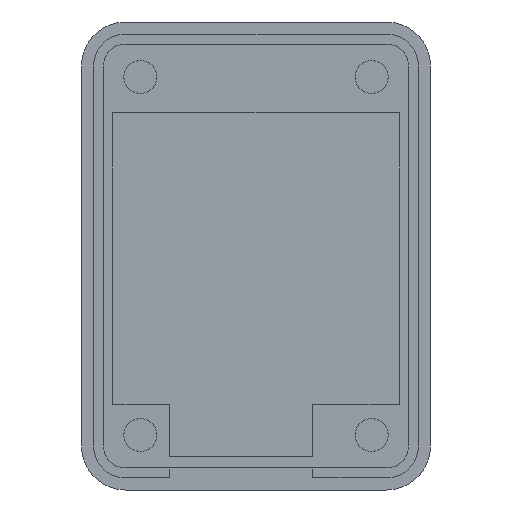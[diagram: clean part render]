
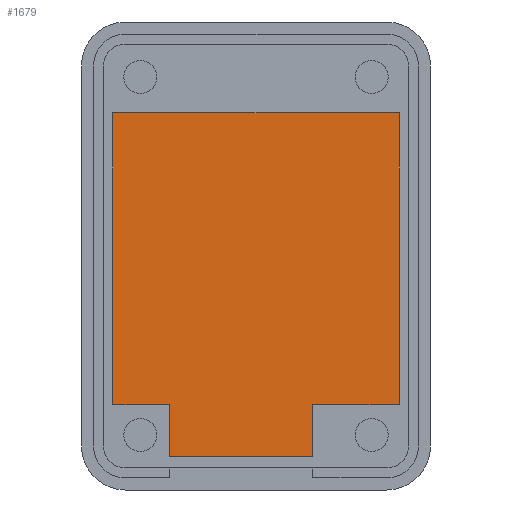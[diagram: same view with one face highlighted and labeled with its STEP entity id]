
A CAD part, front view. The second image highlights one B-rep face of the part: STEP entity #1679.
In plain terms, the highlighted planar face has unit normal (0, -1, 0).
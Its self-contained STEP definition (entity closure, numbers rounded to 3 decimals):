
#25 = VERTEX_POINT ( 'NONE', #1335 ) ;
#30 = ORIENTED_EDGE ( 'NONE', *, *, #748, .F. ) ;
#35 = CARTESIAN_POINT ( 'NONE',  ( -13., 5., 13. ) ) ;
#94 = EDGE_CURVE ( 'NONE', #25, #260, #1427, .T. ) ;
#145 = VERTEX_POINT ( 'NONE', #232 ) ;
#164 = CARTESIAN_POINT ( 'NONE',  ( -13., 5., 13. ) ) ;
#222 = CARTESIAN_POINT ( 'NONE',  ( -7.85, 5., -13.5 ) ) ;
#232 = CARTESIAN_POINT ( 'NONE',  ( -7.85, 5., -18.25 ) ) ;
#247 = VECTOR ( 'NONE', #1297, 1000. ) ;
#260 = VERTEX_POINT ( 'NONE', #1805 ) ;
#292 = VECTOR ( 'NONE', #1203, 1000. ) ;
#326 = LINE ( 'NONE', #1200, #745 ) ;
#343 = EDGE_CURVE ( 'NONE', #1431, #982, #860, .T. ) ;
#346 = CARTESIAN_POINT ( 'NONE',  ( 0., 5., 0. ) ) ;
#364 = DIRECTION ( 'NONE',  ( 0., 0., 1. ) ) ;
#369 = VECTOR ( 'NONE', #430, 1000. ) ;
#401 = ORIENTED_EDGE ( 'NONE', *, *, #687, .F. ) ;
#430 = DIRECTION ( 'NONE',  ( 0., 0., -1. ) ) ;
#486 = DIRECTION ( 'NONE',  ( 0., 1., 0. ) ) ;
#493 = ORIENTED_EDGE ( 'NONE', *, *, #1659, .F. ) ;
#531 = VERTEX_POINT ( 'NONE', #1186 ) ;
#582 = EDGE_CURVE ( 'NONE', #874, #25, #326, .T. ) ;
#621 = VECTOR ( 'NONE', #1132, 1000. ) ;
#622 = EDGE_LOOP ( 'NONE', ( #401, #493, #1318, #1325, #1180, #1343, #1434, #30 ) ) ;
#652 = LINE ( 'NONE', #1232, #1714 ) ;
#663 = DIRECTION ( 'NONE',  ( -1., 0., 0. ) ) ;
#687 = EDGE_CURVE ( 'NONE', #145, #696, #652, .T. ) ;
#696 = VERTEX_POINT ( 'NONE', #222 ) ;
#745 = VECTOR ( 'NONE', #1340, 1000. ) ;
#748 = EDGE_CURVE ( 'NONE', #696, #531, #1678, .T. ) ;
#860 = LINE ( 'NONE', #1826, #369 ) ;
#874 = VERTEX_POINT ( 'NONE', #164 ) ;
#901 = LINE ( 'NONE', #1069, #292 ) ;
#982 = VERTEX_POINT ( 'NONE', #1026 ) ;
#994 = CARTESIAN_POINT ( 'NONE',  ( 5.15, 5., -13.5 ) ) ;
#1019 = EDGE_CURVE ( 'NONE', #531, #874, #1653, .T. ) ;
#1026 = CARTESIAN_POINT ( 'NONE',  ( 5.15, 5., -18.25 ) ) ;
#1062 = CARTESIAN_POINT ( 'NONE',  ( 13., 5., 13. ) ) ;
#1069 = CARTESIAN_POINT ( 'NONE',  ( -7.85, 5., -18.25 ) ) ;
#1084 = LINE ( 'NONE', #1572, #247 ) ;
#1093 = CARTESIAN_POINT ( 'NONE',  ( -13., 5., -13.5 ) ) ;
#1132 = DIRECTION ( 'NONE',  ( 0., 0., 1. ) ) ;
#1180 = ORIENTED_EDGE ( 'NONE', *, *, #94, .F. ) ;
#1186 = CARTESIAN_POINT ( 'NONE',  ( -13., 5., -13.5 ) ) ;
#1200 = CARTESIAN_POINT ( 'NONE',  ( -13., 5., 13. ) ) ;
#1203 = DIRECTION ( 'NONE',  ( -1., 0., 0. ) ) ;
#1232 = CARTESIAN_POINT ( 'NONE',  ( -7.85, 5., -13.5 ) ) ;
#1256 = VECTOR ( 'NONE', #1519, 1000. ) ;
#1297 = DIRECTION ( 'NONE',  ( -1., 0., 0. ) ) ;
#1318 = ORIENTED_EDGE ( 'NONE', *, *, #343, .F. ) ;
#1325 = ORIENTED_EDGE ( 'NONE', *, *, #1552, .F. ) ;
#1335 = CARTESIAN_POINT ( 'NONE',  ( 13., 5., 13. ) ) ;
#1340 = DIRECTION ( 'NONE',  ( 1., 0., 0. ) ) ;
#1343 = ORIENTED_EDGE ( 'NONE', *, *, #582, .F. ) ;
#1351 = PLANE ( 'NONE',  #1362 ) ;
#1362 = AXIS2_PLACEMENT_3D ( 'NONE', #346, #486, #1604 ) ;
#1427 = LINE ( 'NONE', #1062, #1256 ) ;
#1431 = VERTEX_POINT ( 'NONE', #994 ) ;
#1434 = ORIENTED_EDGE ( 'NONE', *, *, #1019, .F. ) ;
#1511 = VECTOR ( 'NONE', #663, 1000. ) ;
#1519 = DIRECTION ( 'NONE',  ( 0., 0., -1. ) ) ;
#1552 = EDGE_CURVE ( 'NONE', #260, #1431, #1084, .T. ) ;
#1572 = CARTESIAN_POINT ( 'NONE',  ( 5.15, 5., -13.5 ) ) ;
#1604 = DIRECTION ( 'NONE',  ( 0., 0., 1. ) ) ;
#1627 = FACE_OUTER_BOUND ( 'NONE', #622, .T. ) ;
#1653 = LINE ( 'NONE', #35, #621 ) ;
#1659 = EDGE_CURVE ( 'NONE', #982, #145, #901, .T. ) ;
#1678 = LINE ( 'NONE', #1093, #1511 ) ;
#1679 = ADVANCED_FACE ( 'NONE', ( #1627 ), #1351, .F. ) ;
#1714 = VECTOR ( 'NONE', #364, 1000. ) ;
#1805 = CARTESIAN_POINT ( 'NONE',  ( 13., 5., -13.5 ) ) ;
#1826 = CARTESIAN_POINT ( 'NONE',  ( 5.15, 5., -13.5 ) ) ;
